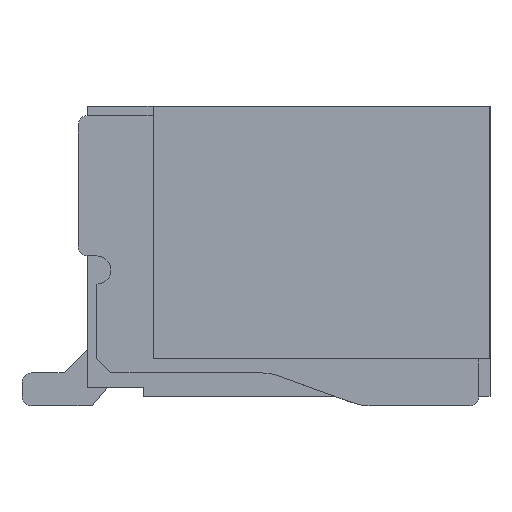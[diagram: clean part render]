
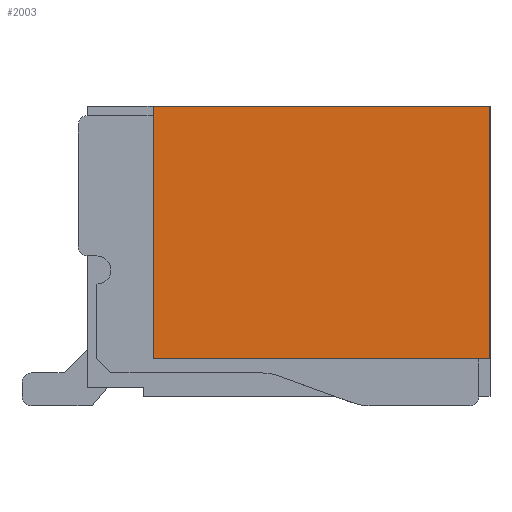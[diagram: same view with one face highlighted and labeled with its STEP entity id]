
A CAD part, left-side view. The second image highlights one B-rep face of the part: STEP entity #2003.
In plain terms, the highlighted planar face has unit normal (-1, 0, 0).
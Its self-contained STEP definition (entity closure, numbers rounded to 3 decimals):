
#1263 = VERTEX_POINT('',#1264);
#1264 = CARTESIAN_POINT('',(-3.175,-2.65,
    3.2));
#1270 = EDGE_CURVE('',#1263,#1271,#1273,.T.);
#1271 = VERTEX_POINT('',#1272);
#1272 = CARTESIAN_POINT('',(-3.175,-2.65,
    0.5));
#1273 = LINE('',#1274,#1275);
#1274 = CARTESIAN_POINT('',(-3.175,-2.65,
    3.2));
#1275 = VECTOR('',#1276,1.);
#1276 = DIRECTION('',(0.,0.,-1.));
#1759 = VERTEX_POINT('',#1760);
#1760 = CARTESIAN_POINT('',(-3.175,0.95,
    3.2));
#1766 = EDGE_CURVE('',#1263,#1759,#1767,.T.);
#1767 = LINE('',#1768,#1769);
#1768 = CARTESIAN_POINT('',(-3.175,-2.65,
    3.2));
#1769 = VECTOR('',#1770,1.);
#1770 = DIRECTION('',(0.,1.,0.));
#2003 = ADVANCED_FACE('',(#2004),#2022,.F.);
#2004 = FACE_BOUND('',#2005,.T.);
#2005 = EDGE_LOOP('',(#2006,#2014,#2015,#2016));
#2006 = ORIENTED_EDGE('',*,*,#2007,.T.);
#2007 = EDGE_CURVE('',#2008,#1271,#2010,.T.);
#2008 = VERTEX_POINT('',#2009);
#2009 = CARTESIAN_POINT('',(-3.175,0.95,
    0.5));
#2010 = LINE('',#2011,#2012);
#2011 = CARTESIAN_POINT('',(-3.175,1.65,
    0.5));
#2012 = VECTOR('',#2013,1.);
#2013 = DIRECTION('',(0.,-1.,0.));
#2014 = ORIENTED_EDGE('',*,*,#1270,.F.);
#2015 = ORIENTED_EDGE('',*,*,#1766,.T.);
#2016 = ORIENTED_EDGE('',*,*,#2017,.F.);
#2017 = EDGE_CURVE('',#2008,#1759,#2018,.T.);
#2018 = LINE('',#2019,#2020);
#2019 = CARTESIAN_POINT('',(-3.175,0.95,
    0.1));
#2020 = VECTOR('',#2021,1.);
#2021 = DIRECTION('',(0.,0.,1.));
#2022 = PLANE('',#2023);
#2023 = AXIS2_PLACEMENT_3D('',#2024,#2025,#2026);
#2024 = CARTESIAN_POINT('',(-3.175,-2.65,
    3.2));
#2025 = DIRECTION('',(1.,0.,0.));
#2026 = DIRECTION('',(0.,-1.,0.));
